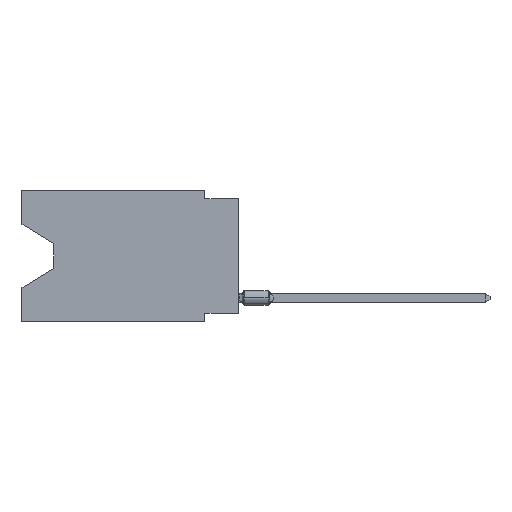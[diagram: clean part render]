
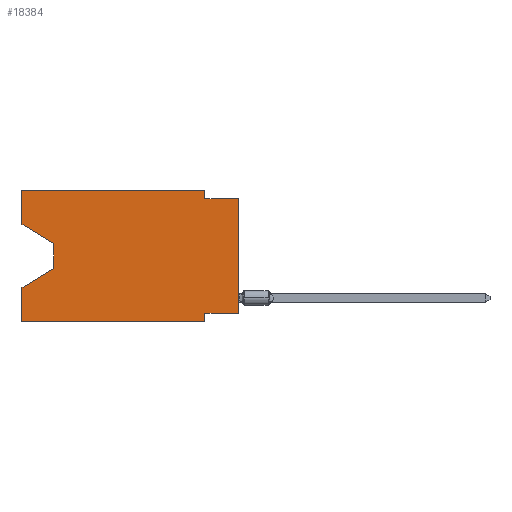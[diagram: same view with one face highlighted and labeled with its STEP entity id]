
A CAD part, left-side view. The second image highlights one B-rep face of the part: STEP entity #18384.
In plain terms, the highlighted planar face has unit normal (-1, 0, 0).
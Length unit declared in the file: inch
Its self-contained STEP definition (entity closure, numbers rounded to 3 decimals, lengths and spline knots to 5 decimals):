
#447 = CARTESIAN_POINT ( 'NONE',  ( 0., 0.645, 0. ) ) ;
#601 = DIRECTION ( 'NONE',  ( 0., -1., 0. ) ) ;
#603 = CARTESIAN_POINT ( 'NONE',  ( 0., 0., -0.365 ) ) ;
#942 = ORIENTED_EDGE ( 'NONE', *, *, #14663, .F. ) ;
#1191 = CARTESIAN_POINT ( 'NONE',  ( 0., 0.645, -0.10025 ) ) ;
#1433 = DIRECTION ( 'NONE',  ( 0., 0., 1. ) ) ;
#1759 = ORIENTED_EDGE ( 'NONE', *, *, #6935, .T. ) ;
#1836 = VECTOR ( 'NONE', #601, 39.37008 ) ;
#2759 = EDGE_LOOP ( 'NONE', ( #17946, #3498, #11281, #12830, #1759, #15274, #18462, #5001, #942, #3974, #6742, #6332 ) ) ;
#2851 = LINE ( 'NONE', #10742, #20719 ) ;
#3001 = EDGE_CURVE ( 'NONE', #14846, #17565, #3851, .T. ) ;
#3181 = VECTOR ( 'NONE', #6345, 39.37008 ) ;
#3242 = VERTEX_POINT ( 'NONE', #18951 ) ;
#3498 = ORIENTED_EDGE ( 'NONE', *, *, #4693, .T. ) ;
#3640 = CARTESIAN_POINT ( 'NONE',  ( 0., 0.645, 0. ) ) ;
#3851 = LINE ( 'NONE', #3640, #4783 ) ;
#3974 = ORIENTED_EDGE ( 'NONE', *, *, #6906, .F. ) ;
#4260 = VECTOR ( 'NONE', #18509, 39.37008 ) ;
#4693 = EDGE_CURVE ( 'NONE', #17673, #12970, #12464, .T. ) ;
#4783 = VECTOR ( 'NONE', #13639, 39.37008 ) ;
#5001 = ORIENTED_EDGE ( 'NONE', *, *, #14877, .T. ) ;
#5082 = EDGE_CURVE ( 'NONE', #8904, #11946, #2851, .T. ) ;
#5586 = CARTESIAN_POINT ( 'NONE',  ( 0., 0.55, -0.232 ) ) ;
#5694 = DIRECTION ( 'NONE',  ( 0., -0.855, -0.519 ) ) ;
#6332 = ORIENTED_EDGE ( 'NONE', *, *, #13757, .F. ) ;
#6345 = DIRECTION ( 'NONE',  ( 0., 0., -1. ) ) ;
#6493 = CARTESIAN_POINT ( 'NONE',  ( 0., 0.55, -0.158 ) ) ;
#6534 = LINE ( 'NONE', #13024, #16667 ) ;
#6742 = ORIENTED_EDGE ( 'NONE', *, *, #3001, .F. ) ;
#6906 = EDGE_CURVE ( 'NONE', #17565, #3242, #13048, .T. ) ;
#6935 = EDGE_CURVE ( 'NONE', #16798, #7964, #6978, .T. ) ;
#6978 = LINE ( 'NONE', #16676, #1836 ) ;
#7895 = VERTEX_POINT ( 'NONE', #7995 ) ;
#7941 = CARTESIAN_POINT ( 'NONE',  ( 0., 0.1, 0. ) ) ;
#7964 = VERTEX_POINT ( 'NONE', #8519 ) ;
#7965 = EDGE_CURVE ( 'NONE', #16798, #19955, #15015, .T. ) ;
#7995 = CARTESIAN_POINT ( 'NONE',  ( 0., 0., -0.025 ) ) ;
#8141 = VECTOR ( 'NONE', #5694, 39.37008 ) ;
#8493 = EDGE_CURVE ( 'NONE', #11946, #7964, #12423, .T. ) ;
#8519 = CARTESIAN_POINT ( 'NONE',  ( 0., 0.1, -0.39 ) ) ;
#8790 = VECTOR ( 'NONE', #12209, 39.37008 ) ;
#8904 = VERTEX_POINT ( 'NONE', #603 ) ;
#9022 = CARTESIAN_POINT ( 'NONE',  ( 0., 0.1, -0.39 ) ) ;
#9041 = DIRECTION ( 'NONE',  ( 0., 1., 0. ) ) ;
#9064 = DIRECTION ( 'NONE',  ( 0., 0., -1. ) ) ;
#9275 = CARTESIAN_POINT ( 'NONE',  ( 0., 0.55, -0.158 ) ) ;
#9507 = PLANE ( 'NONE',  #10663 ) ;
#9620 = DIRECTION ( 'NONE',  ( 0., 0., -1. ) ) ;
#9708 = CARTESIAN_POINT ( 'NONE',  ( 0., 0.55, -0.232 ) ) ;
#9804 = VECTOR ( 'NONE', #15383, 39.37008 ) ;
#10593 = LINE ( 'NONE', #15690, #13880 ) ;
#10663 = AXIS2_PLACEMENT_3D ( 'NONE', #13876, #20370, #9620 ) ;
#10707 = LINE ( 'NONE', #20481, #8141 ) ;
#10742 = CARTESIAN_POINT ( 'NONE',  ( 0., 0., -0.365 ) ) ;
#10823 = CARTESIAN_POINT ( 'NONE',  ( 0., 0.1, -0.365 ) ) ;
#11281 = ORIENTED_EDGE ( 'NONE', *, *, #14970, .T. ) ;
#11699 = VERTEX_POINT ( 'NONE', #1191 ) ;
#11946 = VERTEX_POINT ( 'NONE', #10823 ) ;
#12209 = DIRECTION ( 'NONE',  ( 0., -1., 0. ) ) ;
#12395 = LINE ( 'NONE', #5586, #9804 ) ;
#12423 = LINE ( 'NONE', #9022, #4260 ) ;
#12464 = LINE ( 'NONE', #9275, #15380 ) ;
#12734 = CARTESIAN_POINT ( 'NONE',  ( 0., 0.645, 0. ) ) ;
#12830 = ORIENTED_EDGE ( 'NONE', *, *, #7965, .F. ) ;
#12970 = VERTEX_POINT ( 'NONE', #9708 ) ;
#13024 = CARTESIAN_POINT ( 'NONE',  ( 0., 0.645, 0. ) ) ;
#13048 = LINE ( 'NONE', #7941, #3181 ) ;
#13545 = EDGE_CURVE ( 'NONE', #11699, #17673, #10707, .T. ) ;
#13639 = DIRECTION ( 'NONE',  ( 0., -1., 0. ) ) ;
#13757 = EDGE_CURVE ( 'NONE', #11699, #14846, #6534, .T. ) ;
#13876 = CARTESIAN_POINT ( 'NONE',  ( 0., 0.645, 0. ) ) ;
#13880 = VECTOR ( 'NONE', #13982, 39.37008 ) ;
#13982 = DIRECTION ( 'NONE',  ( 0., 0., 1. ) ) ;
#14663 = EDGE_CURVE ( 'NONE', #3242, #7895, #20299, .T. ) ;
#14846 = VERTEX_POINT ( 'NONE', #12734 ) ;
#14877 = EDGE_CURVE ( 'NONE', #8904, #7895, #10593, .T. ) ;
#14970 = EDGE_CURVE ( 'NONE', #12970, #19955, #12395, .T. ) ;
#15015 = LINE ( 'NONE', #447, #15173 ) ;
#15173 = VECTOR ( 'NONE', #18326, 39.37008 ) ;
#15274 = ORIENTED_EDGE ( 'NONE', *, *, #8493, .F. ) ;
#15380 = VECTOR ( 'NONE', #9064, 39.37008 ) ;
#15383 = DIRECTION ( 'NONE',  ( 0., 0.855, -0.519 ) ) ;
#15690 = CARTESIAN_POINT ( 'NONE',  ( 0., 0., 0. ) ) ;
#16667 = VECTOR ( 'NONE', #1433, 39.37008 ) ;
#16676 = CARTESIAN_POINT ( 'NONE',  ( 0., 0.645, -0.39 ) ) ;
#16798 = VERTEX_POINT ( 'NONE', #19644 ) ;
#17565 = VERTEX_POINT ( 'NONE', #19493 ) ;
#17606 = FACE_OUTER_BOUND ( 'NONE', #2759, .T. ) ;
#17673 = VERTEX_POINT ( 'NONE', #6493 ) ;
#17946 = ORIENTED_EDGE ( 'NONE', *, *, #13545, .T. ) ;
#18194 = CARTESIAN_POINT ( 'NONE',  ( 0., 0.645, -0.28975 ) ) ;
#18326 = DIRECTION ( 'NONE',  ( 0., 0., 1. ) ) ;
#18384 = ADVANCED_FACE ( 'NONE', ( #17606 ), #9507, .F. ) ;
#18462 = ORIENTED_EDGE ( 'NONE', *, *, #5082, .F. ) ;
#18509 = DIRECTION ( 'NONE',  ( 0., 0., -1. ) ) ;
#18516 = CARTESIAN_POINT ( 'NONE',  ( 0., 0., -0.025 ) ) ;
#18951 = CARTESIAN_POINT ( 'NONE',  ( 0., 0.1, -0.025 ) ) ;
#19493 = CARTESIAN_POINT ( 'NONE',  ( 0., 0.1, 0. ) ) ;
#19644 = CARTESIAN_POINT ( 'NONE',  ( 0., 0.645, -0.39 ) ) ;
#19955 = VERTEX_POINT ( 'NONE', #18194 ) ;
#20299 = LINE ( 'NONE', #18516, #8790 ) ;
#20370 = DIRECTION ( 'NONE',  ( 1., 0., 0. ) ) ;
#20481 = CARTESIAN_POINT ( 'NONE',  ( 0., 0.645, -0.10025 ) ) ;
#20719 = VECTOR ( 'NONE', #9041, 39.37008 ) ;
